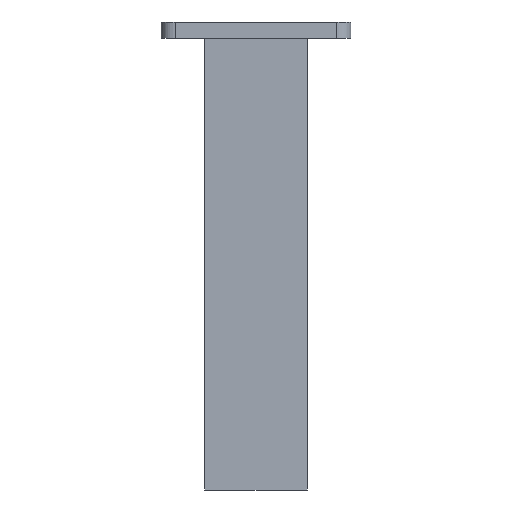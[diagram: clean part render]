
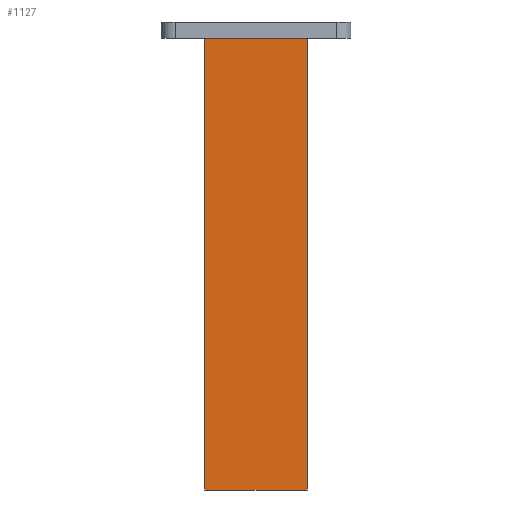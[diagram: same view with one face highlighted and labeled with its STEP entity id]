
A CAD part, front view. The second image highlights one B-rep face of the part: STEP entity #1127.
In plain terms, the highlighted planar face has unit normal (0, -1, 0).
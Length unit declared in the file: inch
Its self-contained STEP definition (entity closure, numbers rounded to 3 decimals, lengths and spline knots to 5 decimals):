
#14 = VERTEX_POINT ( 'NONE', #712 ) ;
#117 = VERTEX_POINT ( 'NONE', #311 ) ;
#120 = LINE ( 'NONE', #739, #698 ) ;
#130 = VECTOR ( 'NONE', #959, 39.37008 ) ;
#139 = ORIENTED_EDGE ( 'NONE', *, *, #204, .T. ) ;
#151 = EDGE_CURVE ( 'NONE', #772, #117, #120, .T. ) ;
#175 = FACE_OUTER_BOUND ( 'NONE', #1121, .T. ) ;
#204 = EDGE_CURVE ( 'NONE', #14, #572, #326, .T. ) ;
#234 = EDGE_CURVE ( 'NONE', #117, #14, #1177, .T. ) ;
#265 = VECTOR ( 'NONE', #762, 39.37008 ) ;
#311 = CARTESIAN_POINT ( 'NONE',  ( 0.85827, -0.46063, -7.87402 ) ) ;
#326 = LINE ( 'NONE', #1267, #130 ) ;
#335 = CARTESIAN_POINT ( 'NONE',  ( -0.85827, -0.46063, -7.87402 ) ) ;
#421 = EDGE_CURVE ( 'NONE', #772, #572, #1192, .T. ) ;
#488 = DIRECTION ( 'NONE',  ( 0., 0., -1. ) ) ;
#497 = CARTESIAN_POINT ( 'NONE',  ( -0.85827, -0.46063, -7.87402 ) ) ;
#505 = DIRECTION ( 'NONE',  ( 0., -1., 0. ) ) ;
#572 = VERTEX_POINT ( 'NONE', #898 ) ;
#597 = ORIENTED_EDGE ( 'NONE', *, *, #421, .F. ) ;
#600 = PLANE ( 'NONE',  #966 ) ;
#640 = DIRECTION ( 'NONE',  ( 1., 0., 0. ) ) ;
#698 = VECTOR ( 'NONE', #640, 39.37008 ) ;
#712 = CARTESIAN_POINT ( 'NONE',  ( 0.85827, -0.46063, -0.27559 ) ) ;
#717 = ORIENTED_EDGE ( 'NONE', *, *, #151, .T. ) ;
#739 = CARTESIAN_POINT ( 'NONE',  ( -0.85827, -0.46063, -7.87402 ) ) ;
#762 = DIRECTION ( 'NONE',  ( 0., 0., 1. ) ) ;
#772 = VERTEX_POINT ( 'NONE', #1346 ) ;
#798 = VECTOR ( 'NONE', #883, 39.37008 ) ;
#883 = DIRECTION ( 'NONE',  ( 0., 0., 1. ) ) ;
#898 = CARTESIAN_POINT ( 'NONE',  ( -0.85827, -0.46063, -0.27559 ) ) ;
#926 = ORIENTED_EDGE ( 'NONE', *, *, #234, .T. ) ;
#959 = DIRECTION ( 'NONE',  ( -1., 0., 0. ) ) ;
#966 = AXIS2_PLACEMENT_3D ( 'NONE', #497, #505, #488 ) ;
#1067 = CARTESIAN_POINT ( 'NONE',  ( 0.85827, -0.46063, -7.87402 ) ) ;
#1121 = EDGE_LOOP ( 'NONE', ( #926, #139, #597, #717 ) ) ;
#1127 = ADVANCED_FACE ( 'NONE', ( #175 ), #600, .T. ) ;
#1177 = LINE ( 'NONE', #1067, #265 ) ;
#1192 = LINE ( 'NONE', #335, #798 ) ;
#1267 = CARTESIAN_POINT ( 'NONE',  ( 0., -0.46063, -0.27559 ) ) ;
#1346 = CARTESIAN_POINT ( 'NONE',  ( -0.85827, -0.46063, -7.87402 ) ) ;
